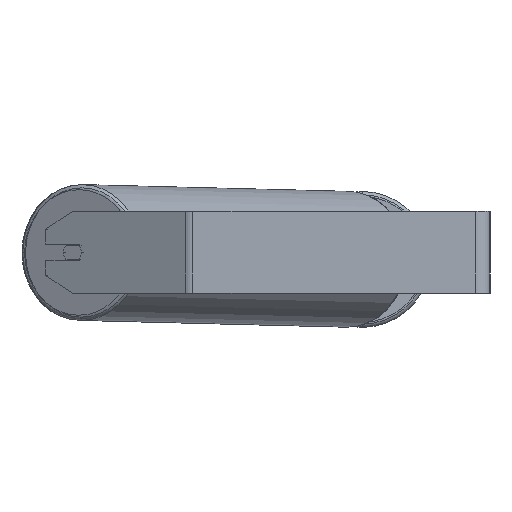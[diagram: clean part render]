
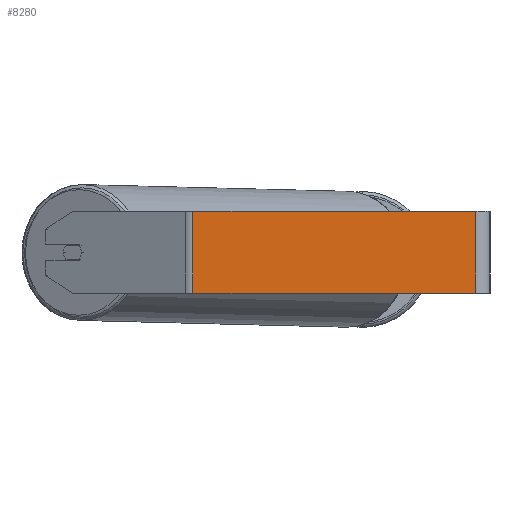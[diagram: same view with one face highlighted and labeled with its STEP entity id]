
A CAD part, left-side view. The second image highlights one B-rep face of the part: STEP entity #8280.
In plain terms, the highlighted planar face has unit normal (-1, 0, 0).
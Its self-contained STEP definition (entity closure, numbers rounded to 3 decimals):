
#98 = PLANE ( 'NONE',  #2198 ) ;
#271 = CARTESIAN_POINT ( 'NONE',  ( -840., 294.516, -40. ) ) ;
#312 = VECTOR ( 'NONE', #4784, 1000. ) ;
#407 = CARTESIAN_POINT ( 'NONE',  ( -840., 294.516, 40. ) ) ;
#415 = ORIENTED_EDGE ( 'NONE', *, *, #6029, .F. ) ;
#577 = VECTOR ( 'NONE', #2395, 1000. ) ;
#1782 = EDGE_CURVE ( 'NONE', #6073, #7577, #3711, .T. ) ;
#1908 = VECTOR ( 'NONE', #6418, 1000. ) ;
#2153 = CARTESIAN_POINT ( 'NONE',  ( -840., 14., 40. ) ) ;
#2198 = AXIS2_PLACEMENT_3D ( 'NONE', #4810, #3952, #6502 ) ;
#2395 = DIRECTION ( 'NONE',  ( 0., -1., 0. ) ) ;
#2768 = LINE ( 'NONE', #2153, #312 ) ;
#3085 = DIRECTION ( 'NONE',  ( 0., 0., -1. ) ) ;
#3317 = VECTOR ( 'NONE', #3085, 1000. ) ;
#3505 = EDGE_CURVE ( 'NONE', #7994, #7577, #2768, .T. ) ;
#3711 = LINE ( 'NONE', #271, #577 ) ;
#3952 = DIRECTION ( 'NONE',  ( 1., 0., 0. ) ) ;
#4300 = EDGE_LOOP ( 'NONE', ( #4478, #5627, #415, #7936 ) ) ;
#4478 = ORIENTED_EDGE ( 'NONE', *, *, #1782, .T. ) ;
#4624 = LINE ( 'NONE', #5790, #3317 ) ;
#4784 = DIRECTION ( 'NONE',  ( 0., 0., -1. ) ) ;
#4810 = CARTESIAN_POINT ( 'NONE',  ( -840., 294.516, 40. ) ) ;
#5065 = VERTEX_POINT ( 'NONE', #8146 ) ;
#5627 = ORIENTED_EDGE ( 'NONE', *, *, #3505, .F. ) ;
#5790 = CARTESIAN_POINT ( 'NONE',  ( -840., 290.764, 40. ) ) ;
#5807 = CARTESIAN_POINT ( 'NONE',  ( -840., 14., 40. ) ) ;
#6029 = EDGE_CURVE ( 'NONE', #5065, #7994, #7131, .T. ) ;
#6073 = VERTEX_POINT ( 'NONE', #7086 ) ;
#6251 = FACE_OUTER_BOUND ( 'NONE', #4300, .T. ) ;
#6418 = DIRECTION ( 'NONE',  ( 0., -1., 0. ) ) ;
#6502 = DIRECTION ( 'NONE',  ( 0., 0., -1. ) ) ;
#7086 = CARTESIAN_POINT ( 'NONE',  ( -840., 290.764, -40. ) ) ;
#7131 = LINE ( 'NONE', #407, #1908 ) ;
#7577 = VERTEX_POINT ( 'NONE', #8698 ) ;
#7936 = ORIENTED_EDGE ( 'NONE', *, *, #8313, .T. ) ;
#7994 = VERTEX_POINT ( 'NONE', #5807 ) ;
#8146 = CARTESIAN_POINT ( 'NONE',  ( -840., 290.764, 40. ) ) ;
#8280 = ADVANCED_FACE ( 'NONE', ( #6251 ), #98, .F. ) ;
#8313 = EDGE_CURVE ( 'NONE', #5065, #6073, #4624, .T. ) ;
#8698 = CARTESIAN_POINT ( 'NONE',  ( -840., 14., -40. ) ) ;
